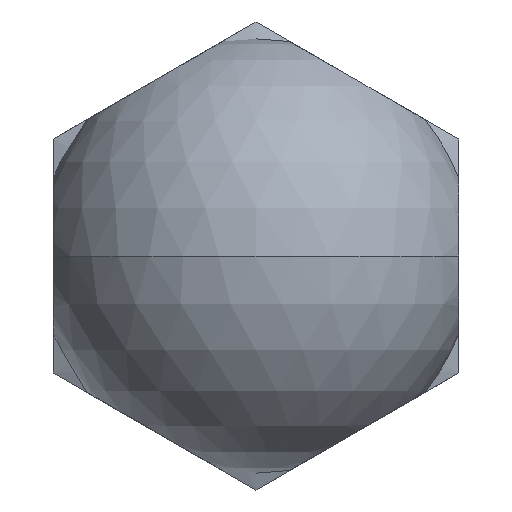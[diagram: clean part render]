
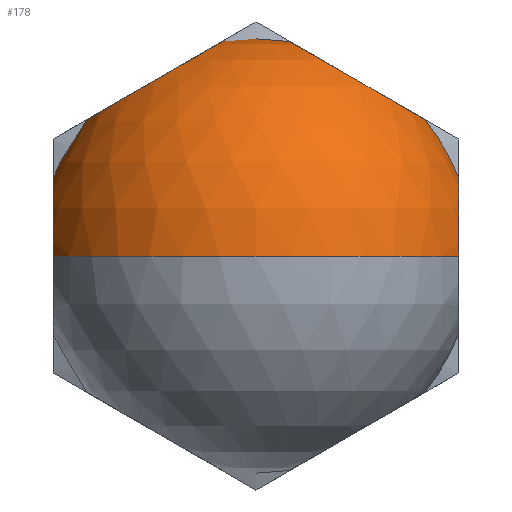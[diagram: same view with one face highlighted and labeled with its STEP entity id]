
A CAD part, front view. The second image highlights one B-rep face of the part: STEP entity #178.
In plain terms, the highlighted spherical face has radius 7.5 mm.
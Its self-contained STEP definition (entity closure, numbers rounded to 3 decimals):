
#68=CARTESIAN_POINT('',(0.,-14.5,0.0));
#69=DIRECTION('',(0.0,0.0,1.0));
#70=DIRECTION('',(1.0,0.0,0.0));
#71=AXIS2_PLACEMENT_3D('',#68,#69,#70);
#72=SPHERICAL_SURFACE('',#71,7.5);
#73=CARTESIAN_POINT('',(0.,-22.0,0.0));
#74=VERTEX_POINT('',#73);
#75=CARTESIAN_POINT('',(-7.,-17.193,0.));
#76=VERTEX_POINT('',#75);
#77=CARTESIAN_POINT('',(0.,-14.5,0.0));
#78=DIRECTION('',(0.0,0.0,-1.0));
#79=DIRECTION('',(-1.0,0.0,0.0));
#80=AXIS2_PLACEMENT_3D('',#77,#78,#79);
#81=CIRCLE('',#80,7.5);
#82=EDGE_CURVE('',#74,#76,#81,.T.);
#83=ORIENTED_EDGE('',*,*,#82,.F.);
#84=CARTESIAN_POINT('',(7.,-17.193,0.));
#85=VERTEX_POINT('',#84);
#86=CARTESIAN_POINT('',(0.,-14.5,0.0));
#87=DIRECTION('',(0.0,0.0,1.0));
#88=DIRECTION('',(1.0,0.0,0.0));
#89=AXIS2_PLACEMENT_3D('',#86,#87,#88);
#90=CIRCLE('',#89,7.5);
#91=EDGE_CURVE('',#74,#85,#90,.T.);
#92=ORIENTED_EDGE('',*,*,#91,.T.);
#93=CARTESIAN_POINT('',(7.,-11.807,0.));
#94=VERTEX_POINT('',#93);
#95=CARTESIAN_POINT('',(7.,-14.5,0.));
#96=DIRECTION('',(-1.0,0.0,0.0));
#97=DIRECTION('',(0.0,1.0,0.0));
#98=AXIS2_PLACEMENT_3D('',#95,#96,#97);
#99=CIRCLE('',#98,2.693);
#100=EDGE_CURVE('',#85,#94,#99,.T.);
#101=ORIENTED_EDGE('',*,*,#100,.T.);
#102=CARTESIAN_POINT('',(6.,-10.0,0.));
#103=VERTEX_POINT('',#102);
#104=CARTESIAN_POINT('',(0.,-14.5,0.0));
#105=DIRECTION('',(0.0,0.0,1.0));
#106=DIRECTION('',(1.0,0.0,0.0));
#107=AXIS2_PLACEMENT_3D('',#104,#105,#106);
#108=CIRCLE('',#107,7.5);
#109=EDGE_CURVE('',#94,#103,#108,.T.);
#110=ORIENTED_EDGE('',*,*,#109,.T.);
#111=CARTESIAN_POINT('',(-6.,-10.,0.0));
#112=VERTEX_POINT('',#111);
#113=CARTESIAN_POINT('',(0.,-10.,0.0));
#114=DIRECTION('',(0.0,1.0,0.0));
#115=DIRECTION('',(-1.0,0.0,0.0));
#116=AXIS2_PLACEMENT_3D('',#113,#114,#115);
#117=CIRCLE('',#116,6.0);
#118=EDGE_CURVE('',#112,#103,#117,.T.);
#119=ORIENTED_EDGE('',*,*,#118,.F.);
#120=CARTESIAN_POINT('',(-7.0,-11.807,0.));
#121=VERTEX_POINT('',#120);
#122=CARTESIAN_POINT('',(0.,-14.5,0.0));
#123=DIRECTION('',(0.0,0.0,-1.0));
#124=DIRECTION('',(-1.0,0.0,0.0));
#125=AXIS2_PLACEMENT_3D('',#122,#123,#124);
#126=CIRCLE('',#125,7.5);
#127=EDGE_CURVE('',#121,#112,#126,.T.);
#128=ORIENTED_EDGE('',*,*,#127,.F.);
#129=CARTESIAN_POINT('',(-7.,-14.5,0.));
#130=DIRECTION('',(1.0,0.0,0.0));
#131=DIRECTION('',(0.0,-1.0,0.0));
#132=AXIS2_PLACEMENT_3D('',#129,#130,#131);
#133=CIRCLE('',#132,2.693);
#134=EDGE_CURVE('',#121,#76,#133,.T.);
#135=ORIENTED_EDGE('',*,*,#134,.T.);
#136=EDGE_LOOP('',(#83,#92,#101,#110,#119,#128,#135));
#137=FACE_OUTER_BOUND('',#136,.T.);
#138=CARTESIAN_POINT('',(-1.168,-14.5,7.408));
#139=VERTEX_POINT('',#138);
#140=CARTESIAN_POINT('',(-5.832,-14.5,4.716));
#141=VERTEX_POINT('',#140);
#142=CARTESIAN_POINT('',(-3.5,-14.5,6.062));
#143=DIRECTION('',(0.5,0.,-0.866));
#144=DIRECTION('',(0.866,0.0,0.5));
#145=AXIS2_PLACEMENT_3D('',#142,#143,#144);
#146=CIRCLE('',#145,2.693);
#147=EDGE_CURVE('',#139,#141,#146,.T.);
#148=ORIENTED_EDGE('',*,*,#147,.T.);
#149=CARTESIAN_POINT('',(-3.5,-14.5,6.062));
#150=DIRECTION('',(0.5,0.,-0.866));
#151=DIRECTION('',(0.866,0.0,0.5));
#152=AXIS2_PLACEMENT_3D('',#149,#150,#151);
#153=CIRCLE('',#152,2.693);
#154=EDGE_CURVE('',#141,#139,#153,.T.);
#155=ORIENTED_EDGE('',*,*,#154,.T.);
#156=EDGE_LOOP('',(#148,#155));
#157=FACE_BOUND('',#156,.T.);
#158=CARTESIAN_POINT('',(5.832,-14.5,4.716));
#159=VERTEX_POINT('',#158);
#160=CARTESIAN_POINT('',(1.168,-14.5,7.408));
#161=VERTEX_POINT('',#160);
#162=CARTESIAN_POINT('',(3.5,-14.5,6.062));
#163=DIRECTION('',(-0.5,0.,-0.866));
#164=DIRECTION('',(0.866,0.0,-0.5));
#165=AXIS2_PLACEMENT_3D('',#162,#163,#164);
#166=CIRCLE('',#165,2.693);
#167=EDGE_CURVE('',#159,#161,#166,.T.);
#168=ORIENTED_EDGE('',*,*,#167,.T.);
#169=CARTESIAN_POINT('',(3.5,-14.5,6.062));
#170=DIRECTION('',(-0.5,0.,-0.866));
#171=DIRECTION('',(0.866,0.0,-0.5));
#172=AXIS2_PLACEMENT_3D('',#169,#170,#171);
#173=CIRCLE('',#172,2.693);
#174=EDGE_CURVE('',#161,#159,#173,.T.);
#175=ORIENTED_EDGE('',*,*,#174,.T.);
#176=EDGE_LOOP('',(#168,#175));
#177=FACE_BOUND('',#176,.T.);
#178=ADVANCED_FACE('',(#137,#157,#177),#72,.T.);
